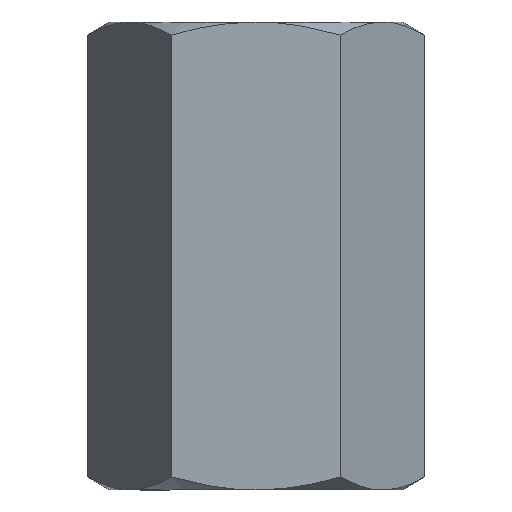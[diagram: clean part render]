
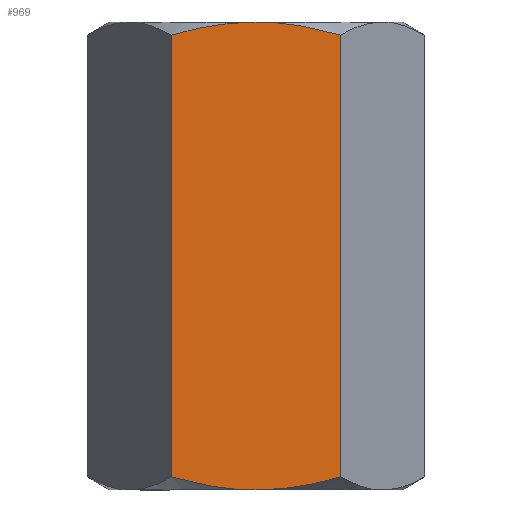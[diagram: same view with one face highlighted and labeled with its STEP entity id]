
A CAD part, left-side view. The second image highlights one B-rep face of the part: STEP entity #969.
In plain terms, the highlighted planar face has unit normal (-1, 0, 0).
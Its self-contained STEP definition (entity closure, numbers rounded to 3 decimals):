
#23=PLANE('',#1055);
#27=(
BOUNDED_CURVE()
B_SPLINE_CURVE(2,(#2389,#2390,#2391),.UNSPECIFIED.,.F.,.F.)
B_SPLINE_CURVE_WITH_KNOTS((3,3),(0.269,0.459),
 .UNSPECIFIED.)
CURVE()
GEOMETRIC_REPRESENTATION_ITEM()
RATIONAL_B_SPLINE_CURVE((1.109,1.093,1.))
REPRESENTATION_ITEM('')
);
#30=(
BOUNDED_CURVE()
B_SPLINE_CURVE(2,(#2403,#2404,#2405),.UNSPECIFIED.,.F.,.F.)
B_SPLINE_CURVE_WITH_KNOTS((3,3),(0.459,0.65),
 .UNSPECIFIED.)
CURVE()
GEOMETRIC_REPRESENTATION_ITEM()
RATIONAL_B_SPLINE_CURVE((1.,1.093,1.109))
REPRESENTATION_ITEM('')
);
#46=(
BOUNDED_CURVE()
B_SPLINE_CURVE(2,(#2485,#2486,#2487),.UNSPECIFIED.,.F.,.F.)
B_SPLINE_CURVE_WITH_KNOTS((3,3),(0.459,0.65),
 .UNSPECIFIED.)
CURVE()
GEOMETRIC_REPRESENTATION_ITEM()
RATIONAL_B_SPLINE_CURVE((1.,1.093,1.109))
REPRESENTATION_ITEM('')
);
#50=(
BOUNDED_CURVE()
B_SPLINE_CURVE(2,(#2510,#2511,#2512),.UNSPECIFIED.,.F.,.F.)
B_SPLINE_CURVE_WITH_KNOTS((3,3),(0.269,0.459),
 .UNSPECIFIED.)
CURVE()
GEOMETRIC_REPRESENTATION_ITEM()
RATIONAL_B_SPLINE_CURVE((1.109,1.093,1.))
REPRESENTATION_ITEM('')
);
#111=FACE_OUTER_BOUND('',#167,.T.);
#167=EDGE_LOOP('',(#775,#776,#777,#778,#779,#780));
#301=LINE('',#2514,#339);
#302=LINE('',#2516,#340);
#339=VECTOR('',#1227,10.);
#340=VECTOR('',#1230,10.);
#413=VERTEX_POINT('',#2387);
#414=VERTEX_POINT('',#2388);
#416=VERTEX_POINT('',#2398);
#432=VERTEX_POINT('',#2479);
#434=VERTEX_POINT('',#2484);
#436=VERTEX_POINT('',#2505);
#537=EDGE_CURVE('',#413,#414,#27,.T.);
#541=EDGE_CURVE('',#414,#416,#30,.T.);
#566=EDGE_CURVE('',#434,#432,#46,.T.);
#576=EDGE_CURVE('',#436,#434,#50,.T.);
#577=EDGE_CURVE('',#416,#436,#301,.T.);
#578=EDGE_CURVE('',#413,#432,#302,.T.);
#775=ORIENTED_EDGE('',*,*,#541,.T.);
#776=ORIENTED_EDGE('',*,*,#577,.T.);
#777=ORIENTED_EDGE('',*,*,#576,.T.);
#778=ORIENTED_EDGE('',*,*,#566,.T.);
#779=ORIENTED_EDGE('',*,*,#578,.F.);
#780=ORIENTED_EDGE('',*,*,#537,.T.);
#969=ADVANCED_FACE('',(#111),#23,.T.);
#1055=AXIS2_PLACEMENT_3D('',#2515,#1228,#1229);
#1227=DIRECTION('',(0.,0.,1.));
#1228=DIRECTION('center_axis',(-1.,0.,0.));
#1229=DIRECTION('ref_axis',(0.,-1.,0.));
#1230=DIRECTION('',(0.,0.,1.));
#2387=CARTESIAN_POINT('',(-2.5,1.443,0.223));
#2388=CARTESIAN_POINT('',(-2.5,0.,0.));
#2389=CARTESIAN_POINT('Ctrl Pts',(-2.5,1.443,0.223));
#2390=CARTESIAN_POINT('Ctrl Pts',(-2.5,0.67,0.));
#2391=CARTESIAN_POINT('Ctrl Pts',(-2.5,0.,0.));
#2398=CARTESIAN_POINT('',(-2.5,-1.443,0.223));
#2403=CARTESIAN_POINT('Ctrl Pts',(-2.5,0.,0.));
#2404=CARTESIAN_POINT('Ctrl Pts',(-2.5,-0.67,0.));
#2405=CARTESIAN_POINT('Ctrl Pts',(-2.5,-1.443,0.223));
#2479=CARTESIAN_POINT('',(-2.5,1.443,7.777));
#2484=CARTESIAN_POINT('',(-2.5,0.,8.));
#2485=CARTESIAN_POINT('Ctrl Pts',(-2.5,0.,8.));
#2486=CARTESIAN_POINT('Ctrl Pts',(-2.5,0.67,8.));
#2487=CARTESIAN_POINT('Ctrl Pts',(-2.5,1.443,7.777));
#2505=CARTESIAN_POINT('',(-2.5,-1.443,7.777));
#2510=CARTESIAN_POINT('Ctrl Pts',(-2.5,-1.443,7.777));
#2511=CARTESIAN_POINT('Ctrl Pts',(-2.5,-0.67,8.));
#2512=CARTESIAN_POINT('Ctrl Pts',(-2.5,0.,8.));
#2514=CARTESIAN_POINT('',(-2.5,-1.443,0.));
#2515=CARTESIAN_POINT('Origin',(-2.5,1.443,0.));
#2516=CARTESIAN_POINT('',(-2.5,1.443,0.));
